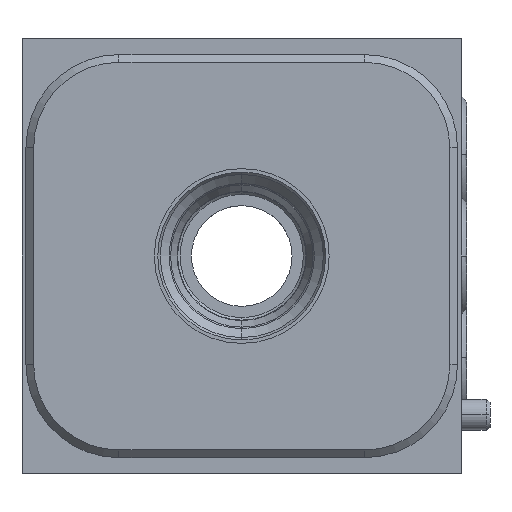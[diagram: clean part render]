
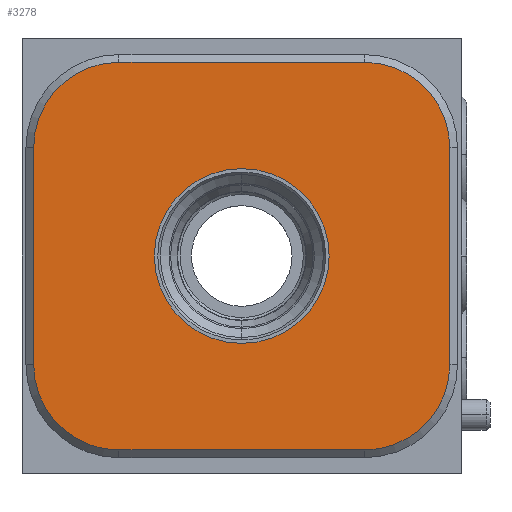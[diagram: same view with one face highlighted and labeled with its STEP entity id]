
A CAD part, front view. The second image highlights one B-rep face of the part: STEP entity #3278.
In plain terms, the highlighted planar face has unit normal (0, -1, 0).
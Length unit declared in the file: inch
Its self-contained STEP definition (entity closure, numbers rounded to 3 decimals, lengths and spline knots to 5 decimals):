
#57=CARTESIAN_POINT('',(1.381,-2.96,0.437));
#58=DIRECTION('',(0.,1.,0.));
#59=DIRECTION('',(1.,0.,0.));
#60=AXIS2_PLACEMENT_3D('',#57,#58,#59);
#71=CARTESIAN_POINT('',(0.886,-2.96,0.875));
#72=DIRECTION('',(0.,1.,0.));
#73=DIRECTION('',(0.,0.,-1.));
#74=AXIS2_PLACEMENT_3D('',#71,#72,#73);
#76=CARTESIAN_POINT('',(0.886,-2.96,0.875));
#77=DIRECTION('',(0.,1.,0.));
#78=DIRECTION('',(0.,0.,1.));
#79=AXIS2_PLACEMENT_3D('',#76,#77,#78);
#2657=DIRECTION('',(-1.,0.,0.));
#2658=VECTOR('',#2657,0.99);
#2659=CARTESIAN_POINT('',(1.381,-2.96,0.093));
#2660=LINE('',#2659,#2658);
#2677=CARTESIAN_POINT('',(0.391,-2.96,0.437));
#2678=DIRECTION('',(0.,1.,0.));
#2679=DIRECTION('',(0.,0.,-1.));
#2680=AXIS2_PLACEMENT_3D('',#2677,#2678,#2679);
#2695=DIRECTION('',(0.,0.,1.));
#2696=VECTOR('',#2695,0.875);
#2697=CARTESIAN_POINT('',(0.047,-2.96,0.437));
#2698=LINE('',#2697,#2696);
#2711=CARTESIAN_POINT('',(0.391,-2.96,1.312));
#2712=DIRECTION('',(0.,1.,0.));
#2713=DIRECTION('',(-1.,0.,0.));
#2714=AXIS2_PLACEMENT_3D('',#2711,#2712,#2713);
#2725=DIRECTION('',(1.,0.,0.));
#2726=VECTOR('',#2725,0.99);
#2727=CARTESIAN_POINT('',(0.391,-2.96,1.656));
#2728=LINE('',#2727,#2726);
#2745=CARTESIAN_POINT('',(1.381,-2.96,1.312));
#2746=DIRECTION('',(0.,1.,0.));
#2747=DIRECTION('',(0.,0.,1.));
#2748=AXIS2_PLACEMENT_3D('',#2745,#2746,#2747);
#2759=DIRECTION('',(0.,0.,-1.));
#2760=VECTOR('',#2759,0.875);
#2761=CARTESIAN_POINT('',(1.725,-2.96,1.312));
#2762=LINE('',#2761,#2760);
#2960=CARTESIAN_POINT('',(0.886,-2.96,1.2275));
#2961=VERTEX_POINT('',#2960);
#2972=CARTESIAN_POINT('',(0.886,-2.96,0.5225));
#2973=VERTEX_POINT('',#2972);
#3011=CARTESIAN_POINT('',(0.047,-2.96,0.437));
#3012=CARTESIAN_POINT('',(0.047,-2.96,1.312));
#3013=VERTEX_POINT('',#3011);
#3014=VERTEX_POINT('',#3012);
#3019=CARTESIAN_POINT('',(0.391,-2.96,1.656));
#3020=VERTEX_POINT('',#3019);
#3023=CARTESIAN_POINT('',(1.381,-2.96,1.656));
#3024=VERTEX_POINT('',#3023);
#3027=CARTESIAN_POINT('',(1.725,-2.96,1.312));
#3028=VERTEX_POINT('',#3027);
#3031=CARTESIAN_POINT('',(1.725,-2.96,0.437));
#3032=VERTEX_POINT('',#3031);
#3035=CARTESIAN_POINT('',(1.381,-2.96,0.093));
#3036=VERTEX_POINT('',#3035);
#3039=CARTESIAN_POINT('',(0.391,-2.96,0.093));
#3040=VERTEX_POINT('',#3039);
#3250=CARTESIAN_POINT('',(0.,-2.96,0.));
#3251=DIRECTION('',(0.,-1.,0.));
#3252=DIRECTION('',(1.,0.,0.));
#3253=AXIS2_PLACEMENT_3D('',#3250,#3251,#3252);
#3254=PLANE('',#3253);
#3255=ORIENTED_EDGE('',*,*,#3240,.T.);
#3257=ORIENTED_EDGE('',*,*,#3256,.T.);
#3259=ORIENTED_EDGE('',*,*,#3258,.T.);
#3261=ORIENTED_EDGE('',*,*,#3260,.T.);
#3263=ORIENTED_EDGE('',*,*,#3262,.T.);
#3265=ORIENTED_EDGE('',*,*,#3264,.T.);
#3267=ORIENTED_EDGE('',*,*,#3266,.T.);
#3269=ORIENTED_EDGE('',*,*,#3268,.T.);
#3270=EDGE_LOOP('',(#3255,#3257,#3259,#3261,#3263,#3265,#3267,#3269));
#3271=FACE_OUTER_BOUND('',#3270,.F.);
#3273=ORIENTED_EDGE('',*,*,#3272,.F.);
#3275=ORIENTED_EDGE('',*,*,#3274,.F.);
#3276=EDGE_LOOP('',(#3273,#3275));
#3277=FACE_BOUND('',#3276,.F.);
#3278=ADVANCED_FACE('',(#3271,#3277),#3254,.T.);
#61=CIRCLE('',#60,0.344);
#75=CIRCLE('',#74,0.3525);
#80=CIRCLE('',#79,0.3525);
#2681=CIRCLE('',#2680,0.344);
#2715=CIRCLE('',#2714,0.344);
#2749=CIRCLE('',#2748,0.344);
#3240=EDGE_CURVE('',#3032,#3036,#61,.T.);
#3256=EDGE_CURVE('',#3036,#3040,#2660,.T.);
#3258=EDGE_CURVE('',#3040,#3013,#2681,.T.);
#3260=EDGE_CURVE('',#3013,#3014,#2698,.T.);
#3262=EDGE_CURVE('',#3014,#3020,#2715,.T.);
#3264=EDGE_CURVE('',#3020,#3024,#2728,.T.);
#3266=EDGE_CURVE('',#3024,#3028,#2749,.T.);
#3268=EDGE_CURVE('',#3028,#3032,#2762,.T.);
#3272=EDGE_CURVE('',#2973,#2961,#75,.T.);
#3274=EDGE_CURVE('',#2961,#2973,#80,.T.);
